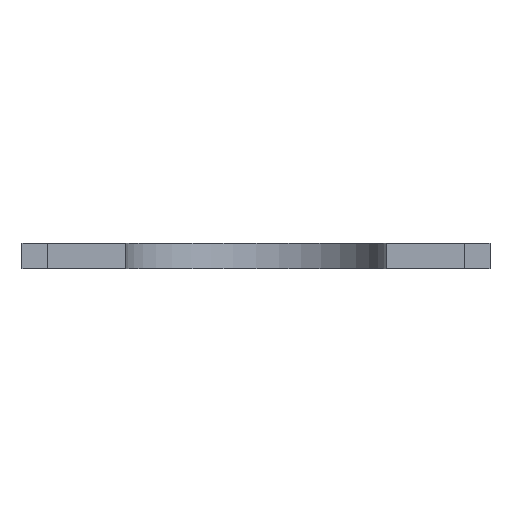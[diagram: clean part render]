
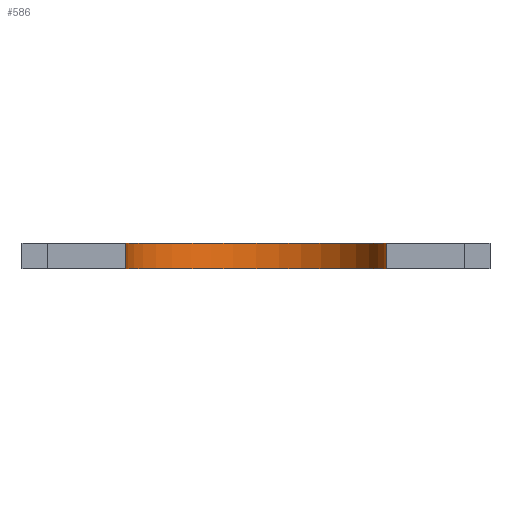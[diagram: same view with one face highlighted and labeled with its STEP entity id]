
A CAD part, front view. The second image highlights one B-rep face of the part: STEP entity #586.
In plain terms, the highlighted cylindrical face has radius 33 mm (diameter 66 mm), a partial arc.
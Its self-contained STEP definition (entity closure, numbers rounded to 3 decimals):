
#24 = DIRECTION ( 'NONE',  ( 1., 0., 0. ) ) ;
#45 = CARTESIAN_POINT ( 'NONE',  ( 59.35, -53., 6.35 ) ) ;
#46 = EDGE_CURVE ( 'NONE', #903, #1639, #2228, .T. ) ;
#466 = CARTESIAN_POINT ( 'NONE',  ( 92.35, -53., 6.35 ) ) ;
#532 = ORIENTED_EDGE ( 'NONE', *, *, #46, .F. ) ;
#586 = ADVANCED_FACE ( 'NONE', ( #1516 ), #1840, .F. ) ;
#593 = DIRECTION ( 'NONE',  ( 0., 0., -1. ) ) ;
#746 = AXIS2_PLACEMENT_3D ( 'NONE', #1351, #772, #782 ) ;
#772 = DIRECTION ( 'NONE',  ( 0., 0., -1. ) ) ;
#782 = DIRECTION ( 'NONE',  ( 1., 0., 0. ) ) ;
#903 = VERTEX_POINT ( 'NONE', #466 ) ;
#909 = EDGE_CURVE ( 'NONE', #1532, #1077, #2166, .T. ) ;
#935 = EDGE_LOOP ( 'NONE', ( #1685, #532, #1482, #1349 ) ) ;
#937 = CARTESIAN_POINT ( 'NONE',  ( 59.35, -53., 6.35 ) ) ;
#1005 = VECTOR ( 'NONE', #593, 1000. ) ;
#1035 = DIRECTION ( 'NONE',  ( 0., 0., -1. ) ) ;
#1077 = VERTEX_POINT ( 'NONE', #1456 ) ;
#1119 = EDGE_CURVE ( 'NONE', #1532, #903, #2223, .T. ) ;
#1349 = ORIENTED_EDGE ( 'NONE', *, *, #909, .T. ) ;
#1351 = CARTESIAN_POINT ( 'NONE',  ( 59.35, -53., 0. ) ) ;
#1408 = CARTESIAN_POINT ( 'NONE',  ( 26.35, -53., 6.35 ) ) ;
#1433 = CARTESIAN_POINT ( 'NONE',  ( 26.35, -53., 6.35 ) ) ;
#1455 = CARTESIAN_POINT ( 'NONE',  ( 92.35, -53., 0. ) ) ;
#1456 = CARTESIAN_POINT ( 'NONE',  ( 26.35, -53., 0. ) ) ;
#1482 = ORIENTED_EDGE ( 'NONE', *, *, #1119, .F. ) ;
#1499 = CIRCLE ( 'NONE', #746, 33. ) ;
#1516 = FACE_OUTER_BOUND ( 'NONE', #935, .T. ) ;
#1532 = VERTEX_POINT ( 'NONE', #1433 ) ;
#1544 = CARTESIAN_POINT ( 'NONE',  ( 92.35, -53., 6.35 ) ) ;
#1639 = VERTEX_POINT ( 'NONE', #1455 ) ;
#1644 = DIRECTION ( 'NONE',  ( 0., 0., -1. ) ) ;
#1662 = DIRECTION ( 'NONE',  ( 0., 0., -1. ) ) ;
#1685 = ORIENTED_EDGE ( 'NONE', *, *, #2018, .T. ) ;
#1840 = CYLINDRICAL_SURFACE ( 'NONE', #1928, 33. ) ;
#1928 = AXIS2_PLACEMENT_3D ( 'NONE', #937, #1662, #2031 ) ;
#2018 = EDGE_CURVE ( 'NONE', #1077, #1639, #1499, .T. ) ;
#2031 = DIRECTION ( 'NONE',  ( -1., 0., 0. ) ) ;
#2116 = AXIS2_PLACEMENT_3D ( 'NONE', #45, #1644, #24 ) ;
#2166 = LINE ( 'NONE', #1408, #2317 ) ;
#2223 = CIRCLE ( 'NONE', #2116, 33. ) ;
#2228 = LINE ( 'NONE', #1544, #1005 ) ;
#2317 = VECTOR ( 'NONE', #1035, 1000. ) ;
